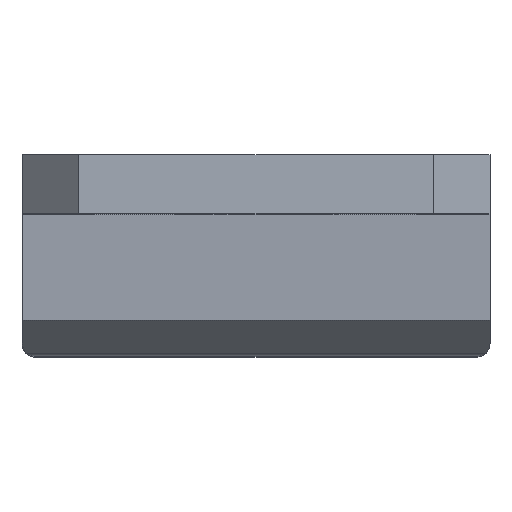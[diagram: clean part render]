
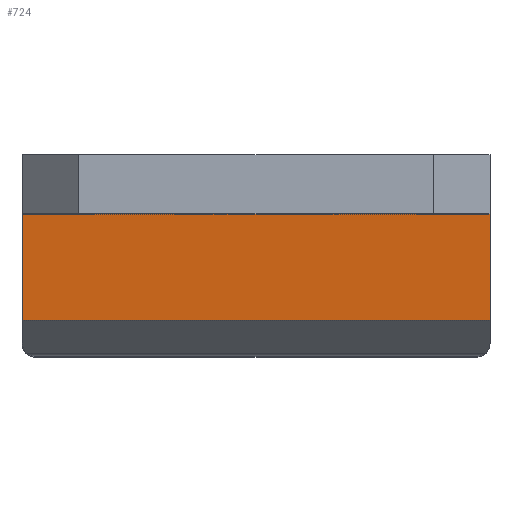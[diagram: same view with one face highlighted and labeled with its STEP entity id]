
A CAD part, top view. The second image highlights one B-rep face of the part: STEP entity #724.
In plain terms, the highlighted face is planar.
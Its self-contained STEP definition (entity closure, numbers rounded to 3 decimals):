
#139 = VERTEX_POINT ( 'NONE', #5816 ) ;
#277 = FACE_OUTER_BOUND ( 'NONE', #7673, .T. ) ;
#724 = ADVANCED_FACE ( 'NONE', ( #277 ), #1926, .T. ) ;
#915 = CARTESIAN_POINT ( 'NONE',  ( 5.15, 0.946, 3.633 ) ) ;
#1491 = VERTEX_POINT ( 'NONE', #8719 ) ;
#1519 = VERTEX_POINT ( 'NONE', #8728 ) ;
#1854 = DIRECTION ( 'NONE',  ( 0., -0.087, 0.996 ) ) ;
#1856 = ORIENTED_EDGE ( 'NONE', *, *, #8009, .T. ) ;
#1861 = DIRECTION ( 'NONE',  ( 0., 0.996, 0.087 ) ) ;
#1873 = CARTESIAN_POINT ( 'NONE',  ( -5.15, 1.15, 1.3 ) ) ;
#1926 = PLANE ( 'NONE',  #4189 ) ;
#2706 = ORIENTED_EDGE ( 'NONE', *, *, #8000, .T. ) ;
#3000 = DIRECTION ( 'NONE',  ( -1., 0., 0. ) ) ;
#3672 = VECTOR ( 'NONE', #3000, 1000. ) ;
#3704 = LINE ( 'NONE', #3942, #3672 ) ;
#3742 = VERTEX_POINT ( 'NONE', #915 ) ;
#3942 = CARTESIAN_POINT ( 'NONE',  ( -5.15, 1.15, 1.3 ) ) ;
#4189 = AXIS2_PLACEMENT_3D ( 'NONE', #1873, #1861, #1854 ) ;
#4744 = LINE ( 'NONE', #8532, #6493 ) ;
#4750 = LINE ( 'NONE', #8637, #8314 ) ;
#5177 = ORIENTED_EDGE ( 'NONE', *, *, #7579, .T. ) ;
#5629 = ORIENTED_EDGE ( 'NONE', *, *, #7973, .T. ) ;
#5816 = CARTESIAN_POINT ( 'NONE',  ( -5.15, 1.15, 1.3 ) ) ;
#6493 = VECTOR ( 'NONE', #8512, 1000. ) ;
#6579 = VECTOR ( 'NONE', #8592, 1000. ) ;
#6584 = LINE ( 'NONE', #8524, #6579 ) ;
#7579 = EDGE_CURVE ( 'NONE', #1491, #139, #3704, .T. ) ;
#7673 = EDGE_LOOP ( 'NONE', ( #5629, #5177, #2706, #1856 ) ) ;
#7973 = EDGE_CURVE ( 'NONE', #3742, #1491, #4750, .T. ) ;
#8000 = EDGE_CURVE ( 'NONE', #139, #1519, #6584, .T. ) ;
#8009 = EDGE_CURVE ( 'NONE', #1519, #3742, #4744, .T. ) ;
#8314 = VECTOR ( 'NONE', #8605, 1000. ) ;
#8512 = DIRECTION ( 'NONE',  ( 1., 0., 0. ) ) ;
#8524 = CARTESIAN_POINT ( 'NONE',  ( -5.15, 1.15, 1.3 ) ) ;
#8532 = CARTESIAN_POINT ( 'NONE',  ( 0., 0.946, 3.633 ) ) ;
#8592 = DIRECTION ( 'NONE',  ( 0., -0.087, 0.996 ) ) ;
#8605 = DIRECTION ( 'NONE',  ( 0., 0.087, -0.996 ) ) ;
#8637 = CARTESIAN_POINT ( 'NONE',  ( 5.15, 0.946, 3.633 ) ) ;
#8719 = CARTESIAN_POINT ( 'NONE',  ( 5.15, 1.15, 1.3 ) ) ;
#8728 = CARTESIAN_POINT ( 'NONE',  ( -5.15, 0.946, 3.633 ) ) ;
